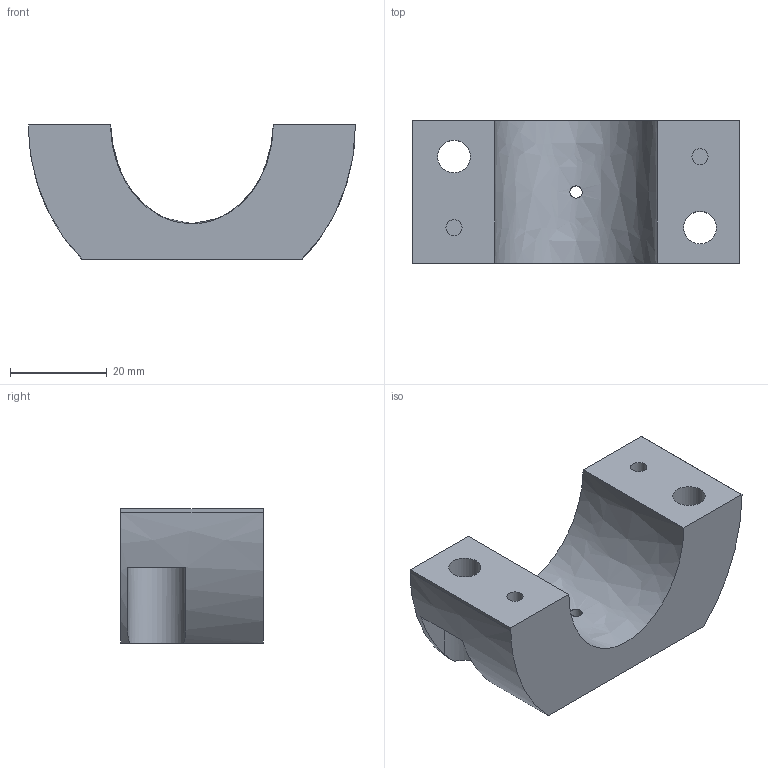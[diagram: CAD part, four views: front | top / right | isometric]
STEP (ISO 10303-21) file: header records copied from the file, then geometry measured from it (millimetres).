
FILE_DESCRIPTION(/* description */ (''),/* implementation_level */ '2;1');
FILE_NAME(/* name */ 'Falcon_Ultimate_Edition_Back_V2.0.step',/* time_stamp */ '2020-01-07T00:58:32+01:00',/* author */ (''),/* organization */ (''),/* preprocessor_version */ 'ST-DEVELOPER v18',/* originating_system */ 'Autodesk Translation Framework v8.12.0.6',/* authorisation */ '');
FILE_SCHEMA (('AUTOMOTIVE_DESIGN { 1 0 10303 214 3 1 1 }'));
Length unit declared in the file: millimetre
Products named in the file (1): FusionComponent
Bounding box: 67.65 x 29.5 x 27.76 mm (x, y, z)
Volume: 29908.9 mm3; surface area: 9406.2 mm2
Topology: 1 solids, 1 shells, 25 faces, 63 edges, 42 vertices
Faces by surface type: plane 15, cylinder 7, bspline 3
Full cylindrical faces by diameter (mm): 2.529 x1, 3.332 x2, 6.74 x2
Entity records: 900 total; most frequent: CARTESIAN_POINT 267, ORIENTED_EDGE 126, DIRECTION 109, EDGE_CURVE 63, VERTEX_POINT 42, AXIS2_PLACEMENT_3D 38, EDGE_LOOP 33, LINE 33
